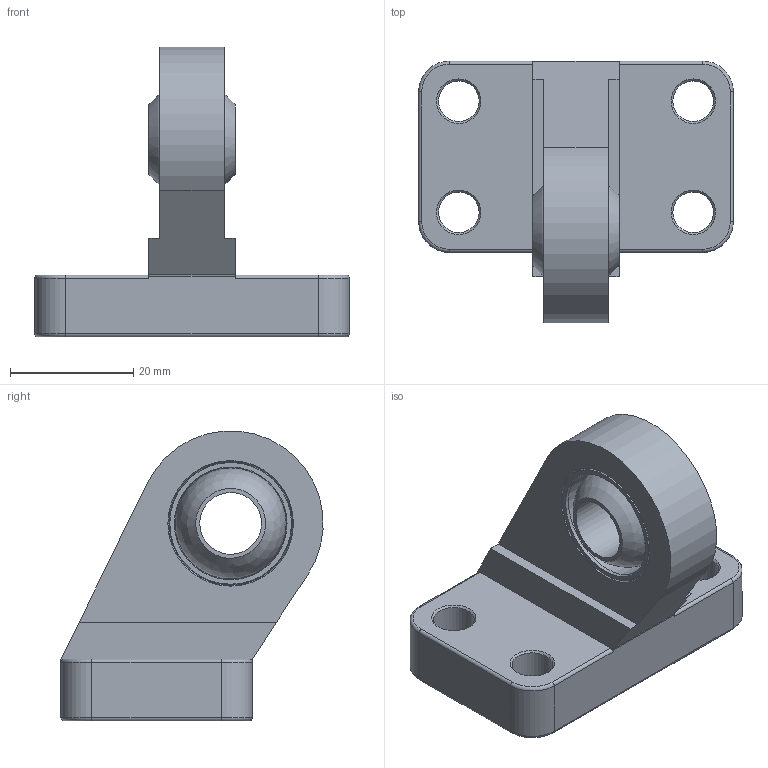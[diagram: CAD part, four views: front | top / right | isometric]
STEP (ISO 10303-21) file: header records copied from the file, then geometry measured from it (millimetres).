
FILE_DESCRIPTION((''),'2;1');
FILE_NAME('ASSI032.stp','2015-01-09T10:23:11',('carlo.corazza'),(''),'Autodesk Inventor 2012','Autodesk Inventor 2012','');
FILE_SCHEMA(('AUTOMOTIVE_DESIGN { 1 0 10303 214 1 1 1 1 }'));
Length unit declared in the file: millimetre
Products named in the file (1): ASSI032
Bounding box: 51 x 42.47 x 46.95 mm (x, y, z)
Volume: 25172.3 mm3; surface area: 9472.8 mm2
Topology: 2 solids, 2 shells, 68 faces, 160 edges, 97 vertices
Faces by surface type: cylinder 25, plane 19, cone 14, torus 8, sphere 2
Full cylindrical faces by diameter (mm): 6.6 x4, 10 x1, 18 x2, 20 x2
Entity records: 1904 total; most frequent: DIRECTION 341, CARTESIAN_POINT 289, ORIENTED_EDGE 258, AXIS2_PLACEMENT_3D 143, EDGE_CURVE 129, EDGE_LOOP 107, VERTEX_POINT 91, CIRCLE 74
